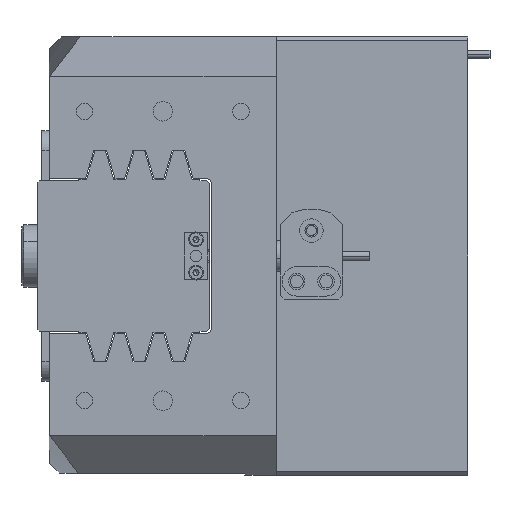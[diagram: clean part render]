
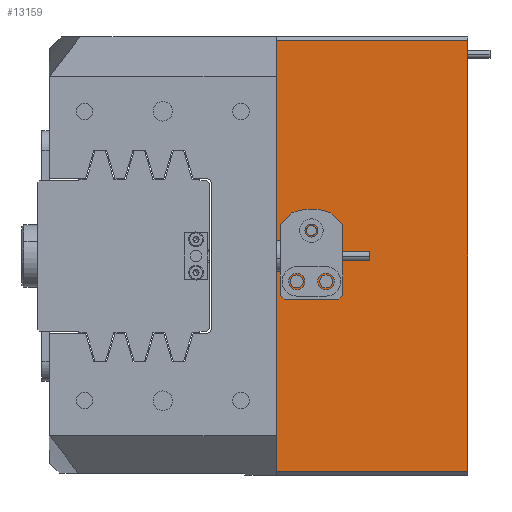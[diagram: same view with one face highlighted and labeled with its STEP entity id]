
A CAD part, left-side view. The second image highlights one B-rep face of the part: STEP entity #13159.
In plain terms, the highlighted planar face has unit normal (-1, 0, 0).
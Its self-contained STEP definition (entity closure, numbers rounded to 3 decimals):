
#67 = ORIENTED_EDGE ( 'NONE', *, *, #11317, .F. ) ;
#621 = CARTESIAN_POINT ( 'NONE',  ( -93., -65.5, 55. ) ) ;
#786 = CIRCLE ( 'NONE', #22744, 1.65 ) ;
#815 = DIRECTION ( 'NONE',  ( 0., 0., 1. ) ) ;
#2411 = CARTESIAN_POINT ( 'NONE',  ( -93., -29.25, -6.5 ) ) ;
#2443 = DIRECTION ( 'NONE',  ( -1., 0., 0. ) ) ;
#2593 = ORIENTED_EDGE ( 'NONE', *, *, #5666, .F. ) ;
#2821 = VERTEX_POINT ( 'NONE', #32952 ) ;
#3342 = AXIS2_PLACEMENT_3D ( 'NONE', #30039, #2443, #30161 ) ;
#3789 = VECTOR ( 'NONE', #35389, 1000. ) ;
#4084 = DIRECTION ( 'NONE',  ( -1., 0., 0. ) ) ;
#4492 = VERTEX_POINT ( 'NONE', #20954 ) ;
#4612 = DIRECTION ( 'NONE',  ( -1., 0., 0. ) ) ;
#4720 = EDGE_LOOP ( 'NONE', ( #37432, #67 ) ) ;
#5666 = EDGE_CURVE ( 'NONE', #10925, #31937, #39581, .T. ) ;
#5765 = AXIS2_PLACEMENT_3D ( 'NONE', #29913, #4084, #17393 ) ;
#6743 = CARTESIAN_POINT ( 'NONE',  ( -93., -29.25, -8.15 ) ) ;
#7276 = VERTEX_POINT ( 'NONE', #35046 ) ;
#7296 = VERTEX_POINT ( 'NONE', #19669 ) ;
#8436 = FACE_BOUND ( 'NONE', #4720, .T. ) ;
#8718 = LINE ( 'NONE', #31009, #15492 ) ;
#8926 = FACE_BOUND ( 'NONE', #36758, .T. ) ;
#9359 = LINE ( 'NONE', #621, #20520 ) ;
#9957 = CARTESIAN_POINT ( 'NONE',  ( -93., -21.75, -6.5 ) ) ;
#9976 = CARTESIAN_POINT ( 'NONE',  ( -93., -21.75, -6.5 ) ) ;
#10022 = DIRECTION ( 'NONE',  ( 1., 0., 0. ) ) ;
#10392 = FACE_BOUND ( 'NONE', #39165, .T. ) ;
#10925 = VERTEX_POINT ( 'NONE', #6743 ) ;
#11317 = EDGE_CURVE ( 'NONE', #23823, #4492, #786, .T. ) ;
#11366 = CARTESIAN_POINT ( 'NONE',  ( -93., -29.25, -4.85 ) ) ;
#11617 = ORIENTED_EDGE ( 'NONE', *, *, #35324, .F. ) ;
#11690 = AXIS2_PLACEMENT_3D ( 'NONE', #2411, #27148, #14785 ) ;
#11995 = LINE ( 'NONE', #20005, #14852 ) ;
#12867 = PLANE ( 'NONE',  #37513 ) ;
#12885 = DIRECTION ( 'NONE',  ( 0., 1., 0. ) ) ;
#13159 = ADVANCED_FACE ( 'NONE', ( #10392, #8436, #8926, #26872 ), #12867, .F. ) ;
#13882 = CIRCLE ( 'NONE', #3342, 1.25 ) ;
#14034 = ORIENTED_EDGE ( 'NONE', *, *, #27685, .F. ) ;
#14404 = VERTEX_POINT ( 'NONE', #35805 ) ;
#14672 = DIRECTION ( 'NONE',  ( 0., 0., 1. ) ) ;
#14785 = DIRECTION ( 'NONE',  ( 0., 0., 1. ) ) ;
#14852 = VECTOR ( 'NONE', #28821, 1000. ) ;
#15492 = VECTOR ( 'NONE', #28055, 1000. ) ;
#15944 = DIRECTION ( 'NONE',  ( 0., 1., 0. ) ) ;
#16893 = ORIENTED_EDGE ( 'NONE', *, *, #23520, .T. ) ;
#17393 = DIRECTION ( 'NONE',  ( 0., 0., 1. ) ) ;
#18166 = ORIENTED_EDGE ( 'NONE', *, *, #23694, .F. ) ;
#18905 = DIRECTION ( 'NONE',  ( 0., 0., 1. ) ) ;
#19064 = EDGE_CURVE ( 'NONE', #4492, #23823, #35876, .T. ) ;
#19292 = AXIS2_PLACEMENT_3D ( 'NONE', #9976, #34693, #18905 ) ;
#19669 = CARTESIAN_POINT ( 'NONE',  ( -93., -25.5, 5.25 ) ) ;
#20005 = CARTESIAN_POINT ( 'NONE',  ( -93., -65.5, -55. ) ) ;
#20520 = VECTOR ( 'NONE', #12885, 1000. ) ;
#20954 = CARTESIAN_POINT ( 'NONE',  ( -93., -21.75, -4.85 ) ) ;
#21564 = AXIS2_PLACEMENT_3D ( 'NONE', #34953, #4612, #14672 ) ;
#21707 = ORIENTED_EDGE ( 'NONE', *, *, #39592, .F. ) ;
#22744 = AXIS2_PLACEMENT_3D ( 'NONE', #9957, #32002, #815 ) ;
#23505 = EDGE_CURVE ( 'NONE', #2821, #39064, #11995, .T. ) ;
#23520 = EDGE_CURVE ( 'NONE', #23787, #2821, #24517, .T. ) ;
#23694 = EDGE_CURVE ( 'NONE', #14404, #7296, #13882, .T. ) ;
#23786 = EDGE_LOOP ( 'NONE', ( #16893, #28497, #11617, #25537 ) ) ;
#23787 = VERTEX_POINT ( 'NONE', #31053 ) ;
#23823 = VERTEX_POINT ( 'NONE', #36858 ) ;
#24517 = LINE ( 'NONE', #38380, #3789 ) ;
#25537 = ORIENTED_EDGE ( 'NONE', *, *, #25942, .T. ) ;
#25942 = EDGE_CURVE ( 'NONE', #7276, #23787, #9359, .T. ) ;
#26870 = CARTESIAN_POINT ( 'NONE',  ( -93., -65.5, -55. ) ) ;
#26872 = FACE_OUTER_BOUND ( 'NONE', #23786, .T. ) ;
#27148 = DIRECTION ( 'NONE',  ( -1., 0., 0. ) ) ;
#27685 = EDGE_CURVE ( 'NONE', #7296, #14404, #30154, .T. ) ;
#28055 = DIRECTION ( 'NONE',  ( 0., 0., -1. ) ) ;
#28497 = ORIENTED_EDGE ( 'NONE', *, *, #23505, .T. ) ;
#28821 = DIRECTION ( 'NONE',  ( 0., -1., 0. ) ) ;
#29913 = CARTESIAN_POINT ( 'NONE',  ( -93., -29.25, -6.5 ) ) ;
#30039 = CARTESIAN_POINT ( 'NONE',  ( -93., -25.5, 6.5 ) ) ;
#30154 = CIRCLE ( 'NONE', #21564, 1.25 ) ;
#30161 = DIRECTION ( 'NONE',  ( 0., 0., 1. ) ) ;
#31009 = CARTESIAN_POINT ( 'NONE',  ( -93., -65.5, 56. ) ) ;
#31053 = CARTESIAN_POINT ( 'NONE',  ( -93., -16.5, 55. ) ) ;
#31937 = VERTEX_POINT ( 'NONE', #11366 ) ;
#32002 = DIRECTION ( 'NONE',  ( -1., 0., 0. ) ) ;
#32952 = CARTESIAN_POINT ( 'NONE',  ( -93., -16.5, -55. ) ) ;
#34468 = CARTESIAN_POINT ( 'NONE',  ( -93., -65.5, 56. ) ) ;
#34693 = DIRECTION ( 'NONE',  ( -1., 0., 0. ) ) ;
#34953 = CARTESIAN_POINT ( 'NONE',  ( -93., -25.5, 6.5 ) ) ;
#35046 = CARTESIAN_POINT ( 'NONE',  ( -93., -65.5, 55. ) ) ;
#35324 = EDGE_CURVE ( 'NONE', #7276, #39064, #8718, .T. ) ;
#35389 = DIRECTION ( 'NONE',  ( 0., 0., -1. ) ) ;
#35805 = CARTESIAN_POINT ( 'NONE',  ( -93., -25.5, 7.75 ) ) ;
#35876 = CIRCLE ( 'NONE', #19292, 1.65 ) ;
#36758 = EDGE_LOOP ( 'NONE', ( #21707, #2593 ) ) ;
#36858 = CARTESIAN_POINT ( 'NONE',  ( -93., -21.75, -8.15 ) ) ;
#37432 = ORIENTED_EDGE ( 'NONE', *, *, #19064, .F. ) ;
#37513 = AXIS2_PLACEMENT_3D ( 'NONE', #34468, #10022, #15944 ) ;
#37839 = CIRCLE ( 'NONE', #11690, 1.65 ) ;
#38380 = CARTESIAN_POINT ( 'NONE',  ( -93., -16.5, 56. ) ) ;
#39064 = VERTEX_POINT ( 'NONE', #26870 ) ;
#39165 = EDGE_LOOP ( 'NONE', ( #18166, #14034 ) ) ;
#39581 = CIRCLE ( 'NONE', #5765, 1.65 ) ;
#39592 = EDGE_CURVE ( 'NONE', #31937, #10925, #37839, .T. ) ;
